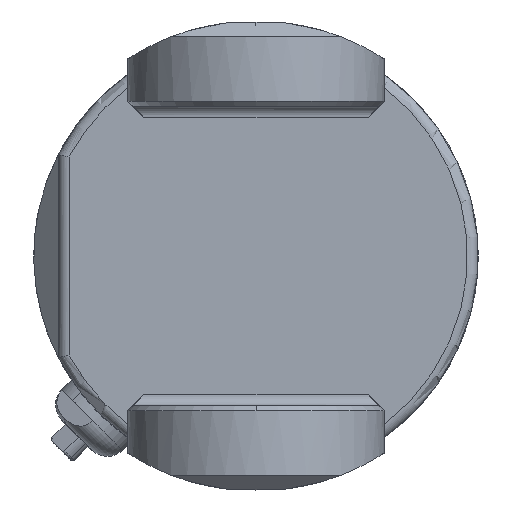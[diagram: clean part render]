
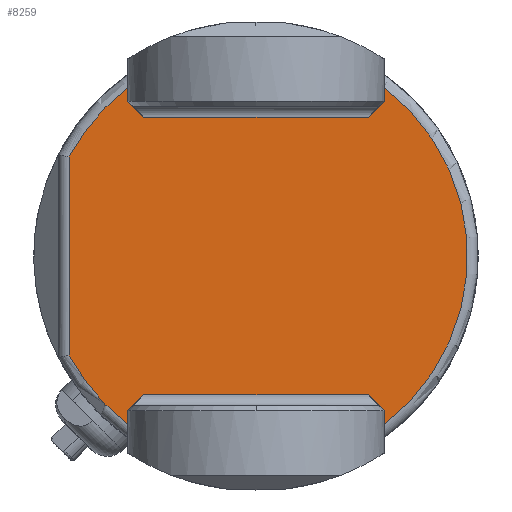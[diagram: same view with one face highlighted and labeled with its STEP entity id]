
A CAD part, left-side view. The second image highlights one B-rep face of the part: STEP entity #8259.
In plain terms, the highlighted planar face has unit normal (-1, 0, 0).
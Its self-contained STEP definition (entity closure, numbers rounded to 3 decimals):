
#252 = DIRECTION ( 'NONE',  ( 0., 0., -1. ) ) ;
#665 = EDGE_CURVE ( 'NONE', #17331, #22941, #30530, .T. ) ;
#1470 = CIRCLE ( 'NONE', #6292, 19.8 ) ;
#1503 = EDGE_CURVE ( 'NONE', #17818, #22941, #10396, .T. ) ;
#2476 = VERTEX_POINT ( 'NONE', #26140 ) ;
#3138 = CARTESIAN_POINT ( 'NONE',  ( -47.5, -12., -21.8 ) ) ;
#3384 = DIRECTION ( 'NONE',  ( 0., 0., 1. ) ) ;
#3523 = CARTESIAN_POINT ( 'NONE',  ( -47.5, 12., -14.5 ) ) ;
#4253 = CARTESIAN_POINT ( 'NONE',  ( -47.5, -12., 14.5 ) ) ;
#4972 = DIRECTION ( 'NONE',  ( 0., 0., -1. ) ) ;
#5205 = DIRECTION ( 'NONE',  ( 0., 0., 1. ) ) ;
#5385 = CARTESIAN_POINT ( 'NONE',  ( -47.5, 12., -21.8 ) ) ;
#5718 = LINE ( 'NONE', #5385, #7274 ) ;
#6215 = CARTESIAN_POINT ( 'NONE',  ( -47.5, -11.5, -13. ) ) ;
#6292 = AXIS2_PLACEMENT_3D ( 'NONE', #23096, #15063, #4972 ) ;
#6423 = EDGE_CURVE ( 'NONE', #29255, #18373, #18421, .T. ) ;
#6549 = DIRECTION ( 'NONE',  ( 0., -1., 0. ) ) ;
#7059 = VERTEX_POINT ( 'NONE', #30860 ) ;
#7236 = CARTESIAN_POINT ( 'NONE',  ( -47.5, -12., -21.8 ) ) ;
#7274 = VECTOR ( 'NONE', #3384, 1000. ) ;
#7539 = LINE ( 'NONE', #3138, #16622 ) ;
#7902 = CARTESIAN_POINT ( 'NONE',  ( -47.5, -12., -15.749 ) ) ;
#8259 = ADVANCED_FACE ( 'NONE', ( #12863 ), #18228, .F. ) ;
#8883 = ORIENTED_EDGE ( 'NONE', *, *, #27325, .T. ) ;
#8891 = VECTOR ( 'NONE', #25523, 1000. ) ;
#9542 = ORIENTED_EDGE ( 'NONE', *, *, #11033, .T. ) ;
#9652 = CARTESIAN_POINT ( 'NONE',  ( -47.5, -19.25, -16.75 ) ) ;
#10145 = DIRECTION ( 'NONE',  ( 0., 0.707, -0.707 ) ) ;
#10181 = CARTESIAN_POINT ( 'NONE',  ( -47.5, 10.5, 13. ) ) ;
#10248 = LINE ( 'NONE', #27527, #8891 ) ;
#10396 = CIRCLE ( 'NONE', #27536, 19.8 ) ;
#10726 = EDGE_CURVE ( 'NONE', #17818, #22483, #7539, .T. ) ;
#10911 = EDGE_CURVE ( 'NONE', #23148, #29938, #29291, .T. ) ;
#11033 = EDGE_CURVE ( 'NONE', #17331, #7059, #33107, .T. ) ;
#11146 = EDGE_CURVE ( 'NONE', #14026, #23148, #22407, .T. ) ;
#11559 = AXIS2_PLACEMENT_3D ( 'NONE', #25403, #20229, #252 ) ;
#11606 = LINE ( 'NONE', #6215, #12765 ) ;
#11717 = AXIS2_PLACEMENT_3D ( 'NONE', #23091, #26096, #13019 ) ;
#11774 = EDGE_CURVE ( 'NONE', #29938, #11829, #1470, .T. ) ;
#11829 = VERTEX_POINT ( 'NONE', #14724 ) ;
#11919 = VERTEX_POINT ( 'NONE', #32348 ) ;
#12389 = DIRECTION ( 'NONE',  ( 0., 0., -1. ) ) ;
#12445 = CARTESIAN_POINT ( 'NONE',  ( -47.5, 12., 14.5 ) ) ;
#12765 = VECTOR ( 'NONE', #6549, 1000. ) ;
#12863 = FACE_OUTER_BOUND ( 'NONE', #15075, .T. ) ;
#13019 = DIRECTION ( 'NONE',  ( 0., 0., -1. ) ) ;
#13217 = ORIENTED_EDGE ( 'NONE', *, *, #10911, .T. ) ;
#14026 = VERTEX_POINT ( 'NONE', #10181 ) ;
#14455 = ORIENTED_EDGE ( 'NONE', *, *, #17555, .T. ) ;
#14543 = DIRECTION ( 'NONE',  ( 0., 0., 1. ) ) ;
#14621 = VECTOR ( 'NONE', #5205, 1000. ) ;
#14724 = CARTESIAN_POINT ( 'NONE',  ( -47.5, 17.5, 9.262 ) ) ;
#14907 = EDGE_CURVE ( 'NONE', #2476, #22483, #27797, .T. ) ;
#15063 = DIRECTION ( 'NONE',  ( -1., 0., 0. ) ) ;
#15070 = ORIENTED_EDGE ( 'NONE', *, *, #665, .F. ) ;
#15075 = EDGE_LOOP ( 'NONE', ( #23347, #26012, #21218, #27980, #19411, #15070, #9542, #14455, #20594, #13217, #22814, #8883, #27306, #31382 ) ) ;
#15633 = CARTESIAN_POINT ( 'NONE',  ( -47.5, 10.5, -13. ) ) ;
#16622 = VECTOR ( 'NONE', #20924, 1000. ) ;
#17331 = VERTEX_POINT ( 'NONE', #4253 ) ;
#17555 = EDGE_CURVE ( 'NONE', #7059, #14026, #10248, .T. ) ;
#17818 = VERTEX_POINT ( 'NONE', #7902 ) ;
#17877 = EDGE_CURVE ( 'NONE', #11919, #29255, #5718, .T. ) ;
#18228 = PLANE ( 'NONE',  #11717 ) ;
#18373 = VERTEX_POINT ( 'NONE', #15633 ) ;
#18421 = LINE ( 'NONE', #20602, #32477 ) ;
#19112 = VECTOR ( 'NONE', #30270, 1000. ) ;
#19411 = ORIENTED_EDGE ( 'NONE', *, *, #1503, .T. ) ;
#19496 = DIRECTION ( 'NONE',  ( 0., 0., -1. ) ) ;
#19542 = VECTOR ( 'NONE', #12389, 1000. ) ;
#20110 = LINE ( 'NONE', #27312, #19542 ) ;
#20229 = DIRECTION ( 'NONE',  ( -1., 0., 0. ) ) ;
#20594 = ORIENTED_EDGE ( 'NONE', *, *, #11146, .T. ) ;
#20602 = CARTESIAN_POINT ( 'NONE',  ( -47.5, -5.25, 2.75 ) ) ;
#20697 = VECTOR ( 'NONE', #14543, 1000. ) ;
#20924 = DIRECTION ( 'NONE',  ( 0., 0., 1. ) ) ;
#21218 = ORIENTED_EDGE ( 'NONE', *, *, #14907, .T. ) ;
#21726 = CARTESIAN_POINT ( 'NONE',  ( -47.5, 12., 15.749 ) ) ;
#22200 = EDGE_CURVE ( 'NONE', #18373, #2476, #11606, .T. ) ;
#22407 = LINE ( 'NONE', #9652, #19112 ) ;
#22483 = VERTEX_POINT ( 'NONE', #25966 ) ;
#22814 = ORIENTED_EDGE ( 'NONE', *, *, #11774, .T. ) ;
#22941 = VERTEX_POINT ( 'NONE', #25029 ) ;
#23091 = CARTESIAN_POINT ( 'NONE',  ( -47.5, -22., -14. ) ) ;
#23096 = CARTESIAN_POINT ( 'NONE',  ( -47.5, 0., 0. ) ) ;
#23148 = VERTEX_POINT ( 'NONE', #12445 ) ;
#23320 = CIRCLE ( 'NONE', #11559, 19.8 ) ;
#23347 = ORIENTED_EDGE ( 'NONE', *, *, #6423, .T. ) ;
#23460 = CARTESIAN_POINT ( 'NONE',  ( -47.5, 17.5, -9.262 ) ) ;
#23924 = VECTOR ( 'NONE', #25131, 1000. ) ;
#24441 = CARTESIAN_POINT ( 'NONE',  ( -47.5, 12., -21.8 ) ) ;
#25029 = CARTESIAN_POINT ( 'NONE',  ( -47.5, -12., 15.749 ) ) ;
#25131 = DIRECTION ( 'NONE',  ( 0., -0.707, -0.707 ) ) ;
#25241 = CARTESIAN_POINT ( 'NONE',  ( -47.5, -2.75, 5.25 ) ) ;
#25403 = CARTESIAN_POINT ( 'NONE',  ( -47.5, 0., 0. ) ) ;
#25523 = DIRECTION ( 'NONE',  ( 0., 1., 0. ) ) ;
#25857 = EDGE_CURVE ( 'NONE', #31592, #11919, #23320, .T. ) ;
#25966 = CARTESIAN_POINT ( 'NONE',  ( -47.5, -12., -14.5 ) ) ;
#26012 = ORIENTED_EDGE ( 'NONE', *, *, #22200, .T. ) ;
#26096 = DIRECTION ( 'NONE',  ( 1., 0., 0. ) ) ;
#26140 = CARTESIAN_POINT ( 'NONE',  ( -47.5, -10.5, -13. ) ) ;
#27306 = ORIENTED_EDGE ( 'NONE', *, *, #25857, .T. ) ;
#27312 = CARTESIAN_POINT ( 'NONE',  ( -47.5, 17.5, -14. ) ) ;
#27325 = EDGE_CURVE ( 'NONE', #11829, #31592, #20110, .T. ) ;
#27527 = CARTESIAN_POINT ( 'NONE',  ( -47.5, 11.5, 13. ) ) ;
#27536 = AXIS2_PLACEMENT_3D ( 'NONE', #31736, #29721, #19496 ) ;
#27797 = LINE ( 'NONE', #32669, #23924 ) ;
#27980 = ORIENTED_EDGE ( 'NONE', *, *, #10726, .F. ) ;
#29255 = VERTEX_POINT ( 'NONE', #3523 ) ;
#29291 = LINE ( 'NONE', #24441, #20697 ) ;
#29721 = DIRECTION ( 'NONE',  ( -1., 0., 0. ) ) ;
#29938 = VERTEX_POINT ( 'NONE', #21726 ) ;
#30270 = DIRECTION ( 'NONE',  ( 0., 0.707, 0.707 ) ) ;
#30530 = LINE ( 'NONE', #7236, #14621 ) ;
#30860 = CARTESIAN_POINT ( 'NONE',  ( -47.5, -10.5, 13. ) ) ;
#31311 = DIRECTION ( 'NONE',  ( 0., -0.707, 0.707 ) ) ;
#31382 = ORIENTED_EDGE ( 'NONE', *, *, #17877, .T. ) ;
#31592 = VERTEX_POINT ( 'NONE', #23460 ) ;
#31736 = CARTESIAN_POINT ( 'NONE',  ( -47.5, 0., 0. ) ) ;
#32348 = CARTESIAN_POINT ( 'NONE',  ( -47.5, 12., -15.749 ) ) ;
#32477 = VECTOR ( 'NONE', #31311, 1000. ) ;
#32669 = CARTESIAN_POINT ( 'NONE',  ( -47.5, -16.75, -19.25 ) ) ;
#33002 = VECTOR ( 'NONE', #10145, 1000. ) ;
#33107 = LINE ( 'NONE', #25241, #33002 ) ;
